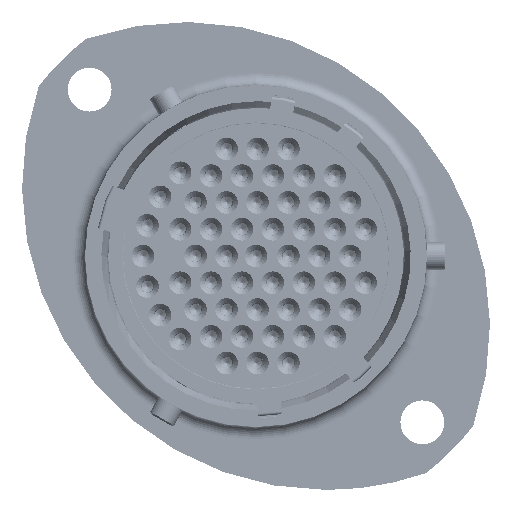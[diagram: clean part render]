
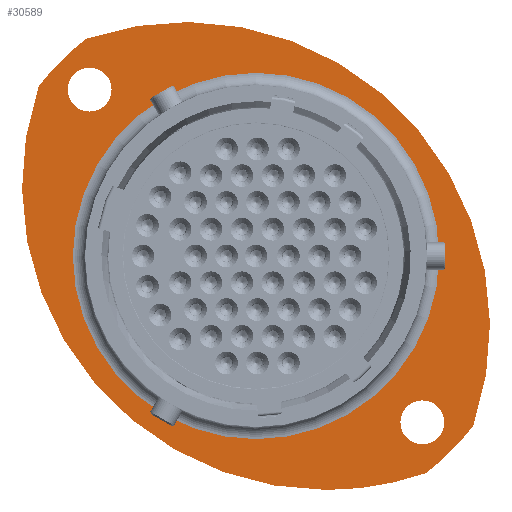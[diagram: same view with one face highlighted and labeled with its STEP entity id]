
A CAD part, left-side view. The second image highlights one B-rep face of the part: STEP entity #30589.
In plain terms, the highlighted planar face has unit normal (-1, 0, 0).
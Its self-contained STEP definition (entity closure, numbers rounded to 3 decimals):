
#21786 = DIRECTION ( 'NONE',  ( -1., 0., 0. ) ) ;
#26315 = EDGE_CURVE ( 'NONE', #185296, #44798, #78078, .T. ) ;
#26844 = DIRECTION ( 'NONE',  ( 0., 0., -1. ) ) ;
#28270 = CARTESIAN_POINT ( 'NONE',  ( 15.98, 0., 0. ) ) ;
#28668 = FACE_BOUND ( 'NONE', #206379, .T. ) ;
#29691 = DIRECTION ( 'NONE',  ( 0., 0., -1. ) ) ;
#30589 = ADVANCED_FACE ( 'NONE', ( #28668, #40174, #57391, #186482 ), #135589, .F. ) ;
#34866 = DIRECTION ( 'NONE',  ( -1., 0., 0. ) ) ;
#37549 = CARTESIAN_POINT ( 'NONE',  ( 15.98, -12.304, -13.929 ) ) ;
#38603 = CIRCLE ( 'NONE', #103517, 1.625 ) ;
#38804 = VERTEX_POINT ( 'NONE', #48554 ) ;
#39283 = ORIENTED_EDGE ( 'NONE', *, *, #195625, .T. ) ;
#40174 = FACE_BOUND ( 'NONE', #120678, .T. ) ;
#40616 = CIRCLE ( 'NONE', #126753, 22.5 ) ;
#41888 = CARTESIAN_POINT ( 'NONE',  ( 15.98, 12.645, 0. ) ) ;
#44798 = VERTEX_POINT ( 'NONE', #227384 ) ;
#47843 = VERTEX_POINT ( 'NONE', #74879 ) ;
#48237 = DIRECTION ( 'NONE',  ( 0., 0., -1. ) ) ;
#48554 = CARTESIAN_POINT ( 'NONE',  ( 15.98, -12.585, -16.055 ) ) ;
#50928 = EDGE_CURVE ( 'NONE', #47843, #167551, #159722, .T. ) ;
#53845 = CIRCLE ( 'NONE', #71357, 20.4 ) ;
#55725 = EDGE_CURVE ( 'NONE', #206875, #159022, #40616, .T. ) ;
#57391 = FACE_BOUND ( 'NONE', #237426, .T. ) ;
#58351 = VERTEX_POINT ( 'NONE', #105517 ) ;
#60760 = ORIENTED_EDGE ( 'NONE', *, *, #50928, .F. ) ;
#64994 = CARTESIAN_POINT ( 'NONE',  ( 15.98, -5.197, 5.197 ) ) ;
#65091 = AXIS2_PLACEMENT_3D ( 'NONE', #230507, #142399, #160826 ) ;
#71357 = AXIS2_PLACEMENT_3D ( 'NONE', #237830, #201068, #203458 ) ;
#71774 = CARTESIAN_POINT ( 'NONE',  ( 15.98, 5.197, -5.197 ) ) ;
#73977 = CIRCLE ( 'NONE', #238100, 1.625 ) ;
#74649 = EDGE_CURVE ( 'NONE', #38804, #206875, #205245, .T. ) ;
#74879 = CARTESIAN_POINT ( 'NONE',  ( 15.98, -12.304, -10.679 ) ) ;
#78078 = CIRCLE ( 'NONE', #147641, 13.545 ) ;
#78081 = CARTESIAN_POINT ( 'NONE',  ( 15.98, -5.197, -17.303 ) ) ;
#82014 = DIRECTION ( 'NONE',  ( 1., 0., 0. ) ) ;
#84077 = CARTESIAN_POINT ( 'NONE',  ( 15.98, 16.055, 12.585 ) ) ;
#84724 = AXIS2_PLACEMENT_3D ( 'NONE', #64994, #157866, #29691 ) ;
#88614 = DIRECTION ( 'NONE',  ( 0., 0., -1. ) ) ;
#92520 = CIRCLE ( 'NONE', #65091, 22.5 ) ;
#98676 = ORIENTED_EDGE ( 'NONE', *, *, #114536, .T. ) ;
#99421 = DIRECTION ( 'NONE',  ( -1., 0., 0. ) ) ;
#102199 = CARTESIAN_POINT ( 'NONE',  ( 15.98, 12.304, 10.679 ) ) ;
#103516 = DIRECTION ( 'NONE',  ( 1., 0., 0. ) ) ;
#103517 = AXIS2_PLACEMENT_3D ( 'NONE', #131681, #21786, #150098 ) ;
#105517 = CARTESIAN_POINT ( 'NONE',  ( 15.98, 12.304, 13.929 ) ) ;
#110773 = AXIS2_PLACEMENT_3D ( 'NONE', #214920, #103516, #145208 ) ;
#114536 = EDGE_CURVE ( 'NONE', #159022, #145220, #53845, .T. ) ;
#116942 = EDGE_CURVE ( 'NONE', #146651, #58351, #73977, .T. ) ;
#118634 = CARTESIAN_POINT ( 'NONE',  ( 15.98, 12.304, 12.304 ) ) ;
#120191 = DIRECTION ( 'NONE',  ( -1., 0., 0. ) ) ;
#120678 = EDGE_LOOP ( 'NONE', ( #134655, #229076 ) ) ;
#126753 = AXIS2_PLACEMENT_3D ( 'NONE', #71774, #34866, #88614 ) ;
#131649 = ORIENTED_EDGE ( 'NONE', *, *, #55725, .T. ) ;
#131681 = CARTESIAN_POINT ( 'NONE',  ( 15.98, -12.304, -12.304 ) ) ;
#134655 = ORIENTED_EDGE ( 'NONE', *, *, #154475, .T. ) ;
#134793 = DIRECTION ( 'NONE',  ( 0., 0., -1. ) ) ;
#135589 = PLANE ( 'NONE',  #232331 ) ;
#136219 = DIRECTION ( 'NONE',  ( 0., 0., 1. ) ) ;
#138664 = DIRECTION ( 'NONE',  ( 0., 0., -1. ) ) ;
#142399 = DIRECTION ( 'NONE',  ( -1., 0., 0. ) ) ;
#145208 = DIRECTION ( 'NONE',  ( 0., 0., -1. ) ) ;
#145220 = VERTEX_POINT ( 'NONE', #84077 ) ;
#146651 = VERTEX_POINT ( 'NONE', #102199 ) ;
#147641 = AXIS2_PLACEMENT_3D ( 'NONE', #28270, #82014, #48237 ) ;
#150098 = DIRECTION ( 'NONE',  ( 0., 0., -1. ) ) ;
#152426 = DIRECTION ( 'NONE',  ( 1., 0., 0. ) ) ;
#154475 = EDGE_CURVE ( 'NONE', #44798, #185296, #171859, .T. ) ;
#156284 = ORIENTED_EDGE ( 'NONE', *, *, #74649, .T. ) ;
#157188 = AXIS2_PLACEMENT_3D ( 'NONE', #192084, #212806, #26844 ) ;
#157866 = DIRECTION ( 'NONE',  ( -1., 0., 0. ) ) ;
#158661 = EDGE_LOOP ( 'NONE', ( #39283, #199336, #156284, #131649, #98676 ) ) ;
#159022 = VERTEX_POINT ( 'NONE', #206055 ) ;
#159722 = CIRCLE ( 'NONE', #157188, 1.625 ) ;
#160826 = DIRECTION ( 'NONE',  ( 0., 0., -1. ) ) ;
#167551 = VERTEX_POINT ( 'NONE', #37549 ) ;
#171859 = CIRCLE ( 'NONE', #110773, 13.545 ) ;
#173118 = CARTESIAN_POINT ( 'NONE',  ( 15.98, 0., 0. ) ) ;
#174559 = EDGE_CURVE ( 'NONE', #167551, #47843, #38603, .T. ) ;
#180479 = EDGE_CURVE ( 'NONE', #58351, #146651, #231102, .T. ) ;
#185296 = VERTEX_POINT ( 'NONE', #195029 ) ;
#186423 = ORIENTED_EDGE ( 'NONE', *, *, #174559, .F. ) ;
#186482 = FACE_OUTER_BOUND ( 'NONE', #158661, .T. ) ;
#192084 = CARTESIAN_POINT ( 'NONE',  ( 15.98, -12.304, -12.304 ) ) ;
#194092 = AXIS2_PLACEMENT_3D ( 'NONE', #118634, #99421, #138664 ) ;
#195029 = CARTESIAN_POINT ( 'NONE',  ( 15.98, 0., 13.545 ) ) ;
#195625 = EDGE_CURVE ( 'NONE', #145220, #221713, #217799, .T. ) ;
#196525 = AXIS2_PLACEMENT_3D ( 'NONE', #173118, #120191, #136219 ) ;
#199336 = ORIENTED_EDGE ( 'NONE', *, *, #201879, .T. ) ;
#201068 = DIRECTION ( 'NONE',  ( -1., 0., 0. ) ) ;
#201879 = EDGE_CURVE ( 'NONE', #221713, #38804, #92520, .T. ) ;
#203162 = CARTESIAN_POINT ( 'NONE',  ( 15.98, -16.055, -12.585 ) ) ;
#203458 = DIRECTION ( 'NONE',  ( 0., 0., 1. ) ) ;
#204687 = DIRECTION ( 'NONE',  ( -1., 0., 0. ) ) ;
#205245 = CIRCLE ( 'NONE', #196525, 20.4 ) ;
#205469 = CARTESIAN_POINT ( 'NONE',  ( 15.98, 12.304, 12.304 ) ) ;
#206055 = CARTESIAN_POINT ( 'NONE',  ( 15.98, 12.585, 16.055 ) ) ;
#206379 = EDGE_LOOP ( 'NONE', ( #186423, #60760 ) ) ;
#206875 = VERTEX_POINT ( 'NONE', #203162 ) ;
#212806 = DIRECTION ( 'NONE',  ( -1., 0., 0. ) ) ;
#214920 = CARTESIAN_POINT ( 'NONE',  ( 15.98, 0., 0. ) ) ;
#217799 = CIRCLE ( 'NONE', #84724, 22.5 ) ;
#221713 = VERTEX_POINT ( 'NONE', #78081 ) ;
#223812 = DIRECTION ( 'NONE',  ( 0., 0., -1. ) ) ;
#227384 = CARTESIAN_POINT ( 'NONE',  ( 15.98, 0., -13.545 ) ) ;
#229076 = ORIENTED_EDGE ( 'NONE', *, *, #26315, .T. ) ;
#230507 = CARTESIAN_POINT ( 'NONE',  ( 15.98, -5.197, 5.197 ) ) ;
#231102 = CIRCLE ( 'NONE', #194092, 1.625 ) ;
#232331 = AXIS2_PLACEMENT_3D ( 'NONE', #41888, #152426, #134793 ) ;
#234507 = ORIENTED_EDGE ( 'NONE', *, *, #180479, .F. ) ;
#236127 = ORIENTED_EDGE ( 'NONE', *, *, #116942, .F. ) ;
#237426 = EDGE_LOOP ( 'NONE', ( #236127, #234507 ) ) ;
#237830 = CARTESIAN_POINT ( 'NONE',  ( 15.98, 0., 0. ) ) ;
#238100 = AXIS2_PLACEMENT_3D ( 'NONE', #205469, #204687, #223812 ) ;
